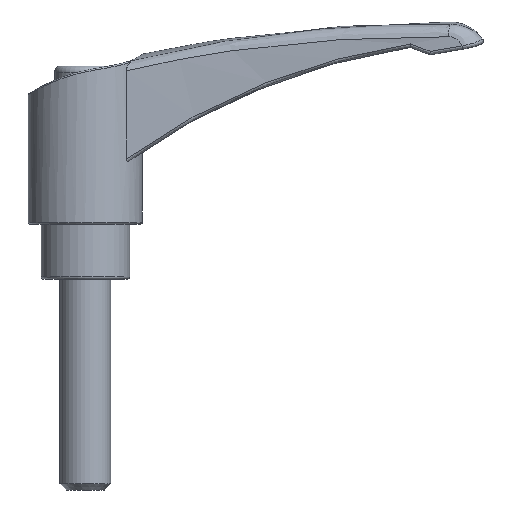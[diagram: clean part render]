
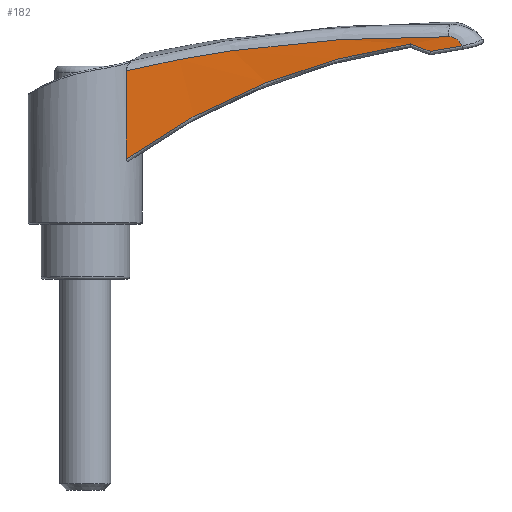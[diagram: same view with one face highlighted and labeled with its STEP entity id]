
A CAD part, front view. The second image highlights one B-rep face of the part: STEP entity #182.
In plain terms, the highlighted cylindrical face has radius 581.128 mm (diameter 1162.26 mm), a partial arc.
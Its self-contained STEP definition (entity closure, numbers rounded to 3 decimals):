
#182 = ADVANCED_FACE( '', ( #378 ), #379, .F. );
#378 = FACE_OUTER_BOUND( '', #3570, .T. );
#379 = CYLINDRICAL_SURFACE( '', #3571, 581.128 );
#3570 = EDGE_LOOP( '', ( #4470, #4471, #4472, #4473, #4474, #4475 ) );
#3571 = AXIS2_PLACEMENT_3D( '', #4476, #4477, #4478 );
#4470 = ORIENTED_EDGE( '', *, *, #4717, .T. );
#4471 = ORIENTED_EDGE( '', *, *, #4638, .T. );
#4472 = ORIENTED_EDGE( '', *, *, #4699, .T. );
#4473 = ORIENTED_EDGE( '', *, *, #4678, .T. );
#4474 = ORIENTED_EDGE( '', *, *, #4584, .F. );
#4475 = ORIENTED_EDGE( '', *, *, #4610, .T. );
#4476 = CARTESIAN_POINT( '', ( 49.381, -589.128, 0. ) );
#4477 = DIRECTION( '', ( 0., 0., -1. ) );
#4478 = DIRECTION( '', ( 1., 0., 0. ) );
#4584 = EDGE_CURVE( '', #4802, #4779, #4804, .T. );
#4610 = EDGE_CURVE( '', #4802, #4843, #4845, .T. );
#4638 = EDGE_CURVE( '', #4883, #4874, #4889, .T. );
#4678 = EDGE_CURVE( '', #4945, #4779, #4946, .T. );
#4699 = EDGE_CURVE( '', #4874, #4945, #4973, .T. );
#4717 = EDGE_CURVE( '', #4843, #4883, #4994, .T. );
#4779 = VERTEX_POINT( '', #5341 );
#4802 = VERTEX_POINT( '', #5735 );
#4804 = B_SPLINE_CURVE_WITH_KNOTS( '', 3, ( #5789, #5790, #5791, #5792 ), .UNSPECIFIED., .F., .F., ( 4, 4 ), ( 0.049, 0.934 ), .UNSPECIFIED. );
#4843 = VERTEX_POINT( '', #5987 );
#4845 = B_SPLINE_CURVE_WITH_KNOTS( '', 3, ( #6030, #6031, #6032, #6033, #6034, #6035, #6036, #6037, #6038, #6039, #6040, #6041, #6042, #6043, #6044, #6045, #6046, #6047, #6048, #6049, #6050, #6051, #6052, #6053, #6054, #6055, #6056, #6057, #6058, #6059 ), .UNSPECIFIED., .F., .F., ( 4, 2, 2, 2, 2, 1, 1, 2, 1, 2, 2, 1, 1, 1, 1, 1, 1, 1, 1, 1, 4 ), ( 0., 0.005, 0.009, 0.014, 0.018, 0.023, 0.027, 0.032, 0.034, 0.035, 0.035, 0.035, 0.037, 0.041, 0.046, 0.05, 0.055, 0.059, 0.064, 0.069, 0.073 ), .UNSPECIFIED. );
#4874 = VERTEX_POINT( '', #6200 );
#4883 = VERTEX_POINT( '', #6353 );
#4889 = B_SPLINE_CURVE_WITH_KNOTS( '', 3, ( #6411, #6412, #6413, #6414 ), .UNSPECIFIED., .F., .F., ( 4, 4 ), ( 0., 0.008 ), .UNSPECIFIED. );
#4945 = VERTEX_POINT( '', #6807 );
#4946 = B_SPLINE_CURVE_WITH_KNOTS( '', 3, ( #6808, #6809, #6810, #6811, #6812, #6813, #6814, #6815, #6816, #6817, #6818, #6819, #6820, #6821, #6822, #6823, #6824, #6825, #6826, #6827, #6828, #6829, #6830, #6831, #6832 ), .UNSPECIFIED., .F., .F., ( 4, 1, 1, 1, 1, 1, 1, 1, 1, 1, 1, 1, 1, 1, 1, 1, 1, 1, 1, 1, 1, 1, 4 ), ( 0., 0.023, 0.045, 0.068, 0.091, 0.113, 0.136, 0.159, 0.182, 0.204, 0.227, 0.25, 0.375, 0.5, 0.626, 0.75, 0.786, 0.823, 0.859, 0.895, 0.93, 0.965, 1. ), .UNSPECIFIED. );
#4973 = B_SPLINE_CURVE_WITH_KNOTS( '', 3, ( #7052, #7053, #7054, #7055, #7056, #7057, #7058, #7059, #7060, #7061, #7062, #7063, #7064 ), .UNSPECIFIED., .F., .F., ( 4, 1, 1, 1, 1, 1, 1, 1, 1, 1, 4 ), ( 0.185, 0.218, 0.251, 0.378, 0.501, 0.625, 0.749, 0.812, 0.874, 0.937, 1. ), .UNSPECIFIED. );
#4994 = B_SPLINE_CURVE_WITH_KNOTS( '', 3, ( #7329, #7330, #7331, #7332 ), .UNSPECIFIED., .F., .F., ( 4, 4 ), ( 0., 0.005 ), .UNSPECIFIED. );
#5341 = CARTESIAN_POINT( '', ( 9.734, -9.354, 36.356 ) );
#5735 = CARTESIAN_POINT( '', ( 9.734, -9.354, 15.447 ) );
#5789 = CARTESIAN_POINT( '', ( 9.734, -9.354, 15.447 ) );
#5790 = CARTESIAN_POINT( '', ( 9.734, -9.354, 22.417 ) );
#5791 = CARTESIAN_POINT( '', ( 9.734, -9.354, 29.387 ) );
#5792 = CARTESIAN_POINT( '', ( 9.734, -9.354, 36.356 ) );
#5987 = CARTESIAN_POINT( '', ( 77.05, -8.659, 42.719 ) );
#6030 = CARTESIAN_POINT( '', ( 9.734, -9.354, 15.447 ) );
#6031 = CARTESIAN_POINT( '', ( 10.975, -9.269, 16.349 ) );
#6032 = CARTESIAN_POINT( '', ( 12.229, -9.187, 17.229 ) );
#6033 = CARTESIAN_POINT( '', ( 14.76, -9.031, 18.947 ) );
#6034 = CARTESIAN_POINT( '', ( 16.037, -8.956, 19.785 ) );
#6035 = CARTESIAN_POINT( '', ( 18.615, -8.814, 21.42 ) );
#6036 = CARTESIAN_POINT( '', ( 19.915, -8.746, 22.217 ) );
#6037 = CARTESIAN_POINT( '', ( 22.54, -8.619, 23.77 ) );
#6038 = CARTESIAN_POINT( '', ( 23.863, -8.559, 24.527 ) );
#6039 = CARTESIAN_POINT( '', ( 26.533, -8.448, 25.999 ) );
#6040 = CARTESIAN_POINT( '', ( 29.226, -8.345, 27.432 ) );
#6041 = CARTESIAN_POINT( '', ( 33.333, -8.217, 29.461 ) );
#6042 = CARTESIAN_POINT( '', ( 36.117, -8.15, 30.733 ) );
#6043 = CARTESIAN_POINT( '', ( 38.222, -8.107, 31.658 ) );
#6044 = CARTESIAN_POINT( '', ( 39.103, -8.09, 32.037 ) );
#6045 = CARTESIAN_POINT( '', ( 39.988, -8.076, 32.408 ) );
#6046 = CARTESIAN_POINT( '', ( 40.254, -8.072, 32.519 ) );
#6047 = CARTESIAN_POINT( '', ( 40.342, -8.07, 32.556 ) );
#6048 = CARTESIAN_POINT( '', ( 40.52, -8.068, 32.629 ) );
#6049 = CARTESIAN_POINT( '', ( 40.963, -8.061, 32.813 ) );
#6050 = CARTESIAN_POINT( '', ( 42.828, -8.035, 33.574 ) );
#6051 = CARTESIAN_POINT( '', ( 46.042, -8.004, 34.817 ) );
#6052 = CARTESIAN_POINT( '', ( 50.364, -7.995, 36.341 ) );
#6053 = CARTESIAN_POINT( '', ( 54.721, -8.019, 37.735 ) );
#6054 = CARTESIAN_POINT( '', ( 59.114, -8.076, 38.998 ) );
#6055 = CARTESIAN_POINT( '', ( 63.543, -8.167, 40.131 ) );
#6056 = CARTESIAN_POINT( '', ( 68.007, -8.293, 41.133 ) );
#6057 = CARTESIAN_POINT( '', ( 72.508, -8.454, 42.003 ) );
#6058 = CARTESIAN_POINT( '', ( 75.532, -8.587, 42.495 ) );
#6059 = CARTESIAN_POINT( '', ( 77.05, -8.659, 42.719 ) );
#6200 = CARTESIAN_POINT( '', ( 89.284, -9.372, 42.253 ) );
#6353 = CARTESIAN_POINT( '', ( 81.733, -8.901, 40.97 ) );
#6411 = CARTESIAN_POINT( '', ( 81.733, -8.901, 40.97 ) );
#6412 = CARTESIAN_POINT( '', ( 84.251, -9.042, 41.4 ) );
#6413 = CARTESIAN_POINT( '', ( 86.768, -9.198, 41.828 ) );
#6414 = CARTESIAN_POINT( '', ( 89.284, -9.372, 42.253 ) );
#6807 = CARTESIAN_POINT( '', ( 86.15, -9.164, 44.435 ) );
#6808 = CARTESIAN_POINT( '', ( 86.15, -9.164, 44.435 ) );
#6809 = CARTESIAN_POINT( '', ( 85.569, -9.128, 44.441 ) );
#6810 = CARTESIAN_POINT( '', ( 84.406, -9.055, 44.453 ) );
#6811 = CARTESIAN_POINT( '', ( 82.662, -8.953, 44.46 ) );
#6812 = CARTESIAN_POINT( '', ( 80.916, -8.855, 44.458 ) );
#6813 = CARTESIAN_POINT( '', ( 79.169, -8.763, 44.447 ) );
#6814 = CARTESIAN_POINT( '', ( 77.422, -8.676, 44.427 ) );
#6815 = CARTESIAN_POINT( '', ( 75.674, -8.594, 44.398 ) );
#6816 = CARTESIAN_POINT( '', ( 73.925, -8.518, 44.36 ) );
#6817 = CARTESIAN_POINT( '', ( 72.175, -8.446, 44.312 ) );
#6818 = CARTESIAN_POINT( '', ( 70.424, -8.38, 44.256 ) );
#6819 = CARTESIAN_POINT( '', ( 68.672, -8.319, 44.191 ) );
#6820 = CARTESIAN_POINT( '', ( 64.283, -8.18, 44.006 ) );
#6821 = CARTESIAN_POINT( '', ( 57.284, -8.027, 43.593 ) );
#6822 = CARTESIAN_POINT( '', ( 47.658, -7.976, 42.749 ) );
#6823 = CARTESIAN_POINT( '', ( 38.102, -8.083, 41.627 ) );
#6824 = CARTESIAN_POINT( '', ( 30.821, -8.285, 40.544 ) );
#6825 = CARTESIAN_POINT( '', ( 25.836, -8.475, 39.695 ) );
#6826 = CARTESIAN_POINT( '', ( 23.081, -8.593, 39.198 ) );
#6827 = CARTESIAN_POINT( '', ( 20.355, -8.723, 38.677 ) );
#6828 = CARTESIAN_POINT( '', ( 17.657, -8.864, 38.134 ) );
#6829 = CARTESIAN_POINT( '', ( 14.989, -9.017, 37.566 ) );
#6830 = CARTESIAN_POINT( '', ( 12.35, -9.179, 36.978 ) );
#6831 = CARTESIAN_POINT( '', ( 10.604, -9.296, 36.563 ) );
#6832 = CARTESIAN_POINT( '', ( 9.734, -9.354, 36.356 ) );
#7052 = CARTESIAN_POINT( '', ( 89.284, -9.372, 42.253 ) );
#7053 = CARTESIAN_POINT( '', ( 89.262, -9.37, 42.303 ) );
#7054 = CARTESIAN_POINT( '', ( 89.217, -9.367, 42.402 ) );
#7055 = CARTESIAN_POINT( '', ( 89.071, -9.357, 42.685 ) );
#7056 = CARTESIAN_POINT( '', ( 88.817, -9.34, 43.08 ) );
#7057 = CARTESIAN_POINT( '', ( 88.398, -9.311, 43.539 ) );
#7058 = CARTESIAN_POINT( '', ( 87.913, -9.279, 43.918 ) );
#7059 = CARTESIAN_POINT( '', ( 87.457, -9.249, 44.156 ) );
#7060 = CARTESIAN_POINT( '', ( 87.07, -9.223, 44.297 ) );
#7061 = CARTESIAN_POINT( '', ( 86.769, -9.204, 44.374 ) );
#7062 = CARTESIAN_POINT( '', ( 86.462, -9.184, 44.423 ) );
#7063 = CARTESIAN_POINT( '', ( 86.254, -9.171, 44.431 ) );
#7064 = CARTESIAN_POINT( '', ( 86.15, -9.164, 44.435 ) );
#7329 = CARTESIAN_POINT( '', ( 77.05, -8.659, 42.719 ) );
#7330 = CARTESIAN_POINT( '', ( 78.612, -8.733, 42.137 ) );
#7331 = CARTESIAN_POINT( '', ( 80.173, -8.814, 41.554 ) );
#7332 = CARTESIAN_POINT( '', ( 81.733, -8.901, 40.97 ) );
